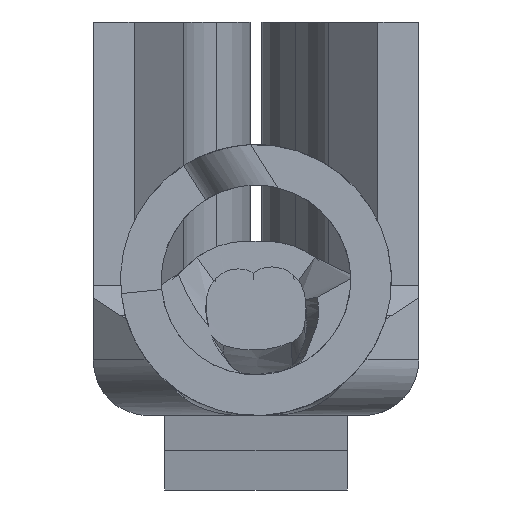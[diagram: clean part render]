
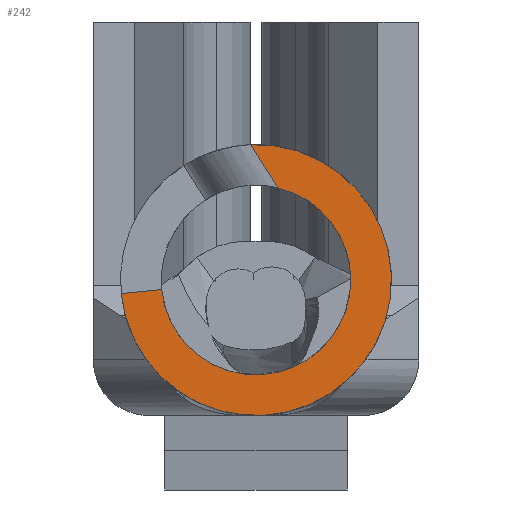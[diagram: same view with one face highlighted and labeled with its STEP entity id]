
A CAD part, front view. The second image highlights one B-rep face of the part: STEP entity #242.
In plain terms, the highlighted planar face has unit normal (0, -1, 0).
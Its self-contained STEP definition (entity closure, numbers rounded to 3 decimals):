
#97=PLANE('',#2461);
#242=ADVANCED_FACE('',(#412),#97,.F.);
#412=FACE_OUTER_BOUND('',#535,.T.);
#535=EDGE_LOOP('',(#1576,#1577,#1578,#1579,#1580));
#708=LINE('',#4463,#885);
#714=LINE('',#4552,#891);
#885=VECTOR('',#2918,1.);
#891=VECTOR('',#2948,1.);
#933=CIRCLE('',#2447,1.);
#938=CIRCLE('',#2458,1.);
#939=CIRCLE('',#2460,0.7);
#1576=ORIENTED_EDGE('',*,*,#2186,.F.);
#1577=ORIENTED_EDGE('',*,*,#2170,.T.);
#1578=ORIENTED_EDGE('',*,*,#2167,.F.);
#1579=ORIENTED_EDGE('',*,*,#2185,.F.);
#1580=ORIENTED_EDGE('',*,*,#2187,.T.);
#1833=VERTEX_POINT('',#4451);
#1835=VERTEX_POINT('',#4456);
#1836=VERTEX_POINT('',#4460);
#1845=VERTEX_POINT('',#4547);
#1846=VERTEX_POINT('',#4551);
#2167=EDGE_CURVE('',#1835,#1833,#933,.T.);
#2170=EDGE_CURVE('',#1836,#1833,#708,.T.);
#2185=EDGE_CURVE('',#1845,#1835,#938,.T.);
#2186=EDGE_CURVE('',#1836,#1846,#939,.T.);
#2187=EDGE_CURVE('',#1845,#1846,#714,.T.);
#2447=AXIS2_PLACEMENT_3D('',#4457,#2912,#2913);
#2458=AXIS2_PLACEMENT_3D('',#4548,#2942,#2943);
#2460=AXIS2_PLACEMENT_3D('',#4550,#2946,#2947);
#2461=AXIS2_PLACEMENT_3D('',#4553,#2949,#2950);
#2912=DIRECTION('',(0.,1.,0.));
#2913=DIRECTION('',(0.792,0.,-0.61));
#2918=DIRECTION('',(-0.995,0.,-0.1));
#2942=DIRECTION('',(0.,1.,0.));
#2943=DIRECTION('',(-0.041,0.,0.999));
#2946=DIRECTION('',(0.,-1.,0.));
#2947=DIRECTION('',(0.,0.,-1.));
#2948=DIRECTION('',(0.535,0.,-0.845));
#2949=DIRECTION('',(0.,1.,0.));
#2950=DIRECTION('',(1.,0.,0.));
#4451=CARTESIAN_POINT('',(-0.995,0.,0.9));
#4456=CARTESIAN_POINT('',(0.792,0.,0.39));
#4457=CARTESIAN_POINT('',(0.,0.,1.));
#4460=CARTESIAN_POINT('',(-0.696,0.,0.93));
#4463=CARTESIAN_POINT('',(-0.696,0.,0.93));
#4547=CARTESIAN_POINT('',(-0.041,0.,1.999));
#4548=CARTESIAN_POINT('',(0.,0.,1.));
#4550=CARTESIAN_POINT('',(0.,0.,1.));
#4551=CARTESIAN_POINT('',(0.16,0.,1.681));
#4552=CARTESIAN_POINT('',(-0.041,0.,1.999));
#4553=CARTESIAN_POINT('',(-0.78,0.,0.671));
